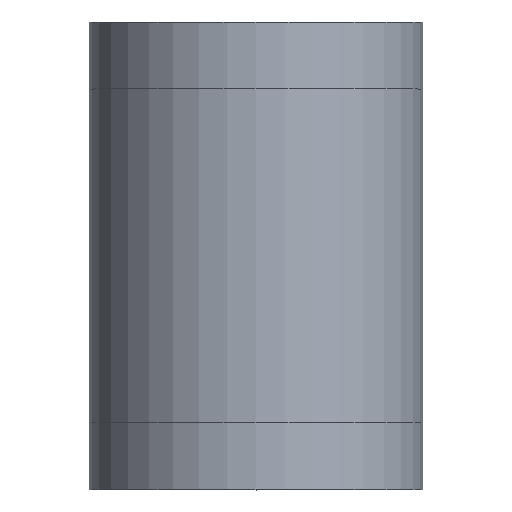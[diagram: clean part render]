
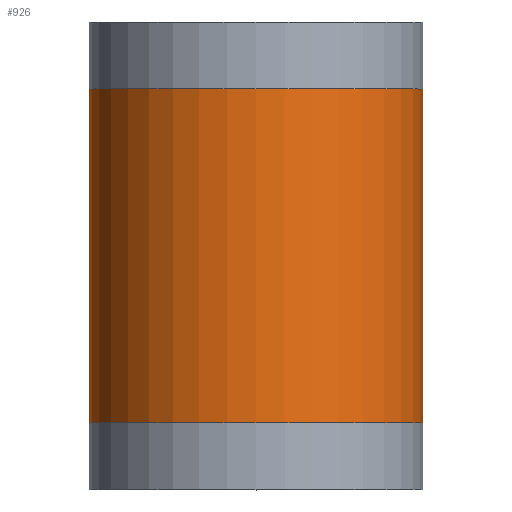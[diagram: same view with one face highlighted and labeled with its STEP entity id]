
A CAD part, top view. The second image highlights one B-rep face of the part: STEP entity #926.
In plain terms, the highlighted cylindrical face has radius 25 mm (diameter 50 mm), a partial arc.
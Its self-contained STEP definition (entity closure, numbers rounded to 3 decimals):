
#19=DIRECTION('',(0.,1.,0.));
#20=VECTOR('',#19,50.);
#21=CARTESIAN_POINT('',(25.,10.,0.));
#22=LINE('',#21,#20);
#23=DIRECTION('',(0.,1.,0.));
#24=VECTOR('',#23,50.);
#25=CARTESIAN_POINT('',(-25.,10.,0.));
#26=LINE('',#25,#24);
#32=CARTESIAN_POINT('',(0.,10.,0.));
#33=DIRECTION('',(0.,-1.,0.));
#34=DIRECTION('',(1.,0.,0.));
#35=AXIS2_PLACEMENT_3D('',#32,#33,#34);
#37=CARTESIAN_POINT('',(0.,60.,0.));
#38=DIRECTION('',(0.,-1.,0.));
#39=DIRECTION('',(1.,0.,0.));
#40=AXIS2_PLACEMENT_3D('',#37,#38,#39);
#812=CARTESIAN_POINT('',(25.,10.,0.));
#814=VERTEX_POINT('',#812);
#815=CARTESIAN_POINT('',(25.,60.,0.));
#816=VERTEX_POINT('',#815);
#828=CARTESIAN_POINT('',(-25.,10.,0.));
#830=VERTEX_POINT('',#828);
#831=CARTESIAN_POINT('',(-25.,60.,0.));
#832=VERTEX_POINT('',#831);
#914=CARTESIAN_POINT('',(0.,73.5,0.));
#915=DIRECTION('',(0.,-1.,0.));
#916=DIRECTION('',(-1.,0.,0.));
#917=AXIS2_PLACEMENT_3D('',#914,#915,#916);
#918=CYLINDRICAL_SURFACE('',#917,25.);
#919=ORIENTED_EDGE('',*,*,#904,.F.);
#920=ORIENTED_EDGE('',*,*,#880,.T.);
#921=ORIENTED_EDGE('',*,*,#908,.T.);
#923=ORIENTED_EDGE('',*,*,#922,.F.);
#924=EDGE_LOOP('',(#919,#920,#921,#923));
#925=FACE_OUTER_BOUND('',#924,.F.);
#926=ADVANCED_FACE('',(#925),#918,.T.);
#36=CIRCLE('',#35,25.);
#41=CIRCLE('',#40,25.);
#880=EDGE_CURVE('',#814,#830,#36,.T.);
#904=EDGE_CURVE('',#814,#816,#22,.T.);
#908=EDGE_CURVE('',#830,#832,#26,.T.);
#922=EDGE_CURVE('',#816,#832,#41,.T.);
